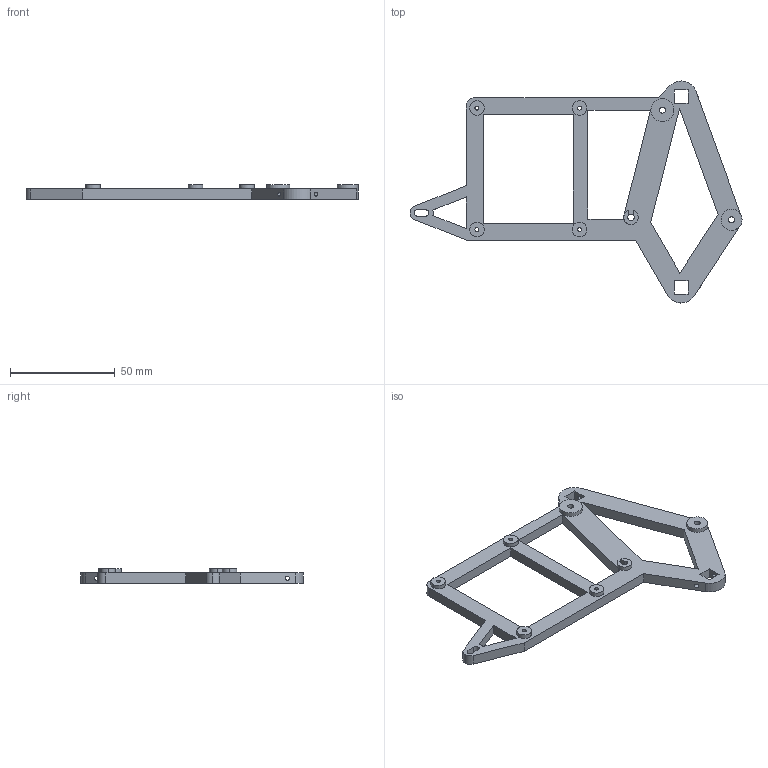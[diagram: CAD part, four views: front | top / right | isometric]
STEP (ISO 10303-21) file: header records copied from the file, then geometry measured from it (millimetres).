
FILE_DESCRIPTION (( 'STEP AP203' ), '1' );
FILE_NAME ('Nucleo+Rpi_Suport_v1.STEP', '2018-10-23T07:04:17', ( '' ), ( '' ), 'SwSTEP 2.0', 'SolidWorks 2016', '' );
FILE_SCHEMA (( 'CONFIG_CONTROL_DESIGN' ));
Length unit declared in the file: millimetre
Products named in the file (1): Nucleo+Rpi_Suport_v1
Bounding box: 158.5 x 105.99 x 7 mm (x, y, z)
Volume: 23818.5 mm3; surface area: 15561.5 mm2
Topology: 1 solids, 1 shells, 94 faces, 267 edges, 178 vertices
Faces by surface type: plane 48, cylinder 46
Entity records: 3231 total; most frequent: CARTESIAN_POINT 567, DIRECTION 539, ORIENTED_EDGE 534, EDGE_CURVE 267, AXIS2_PLACEMENT_3D 186, VERTEX_POINT 178, LINE 167, VECTOR 167
